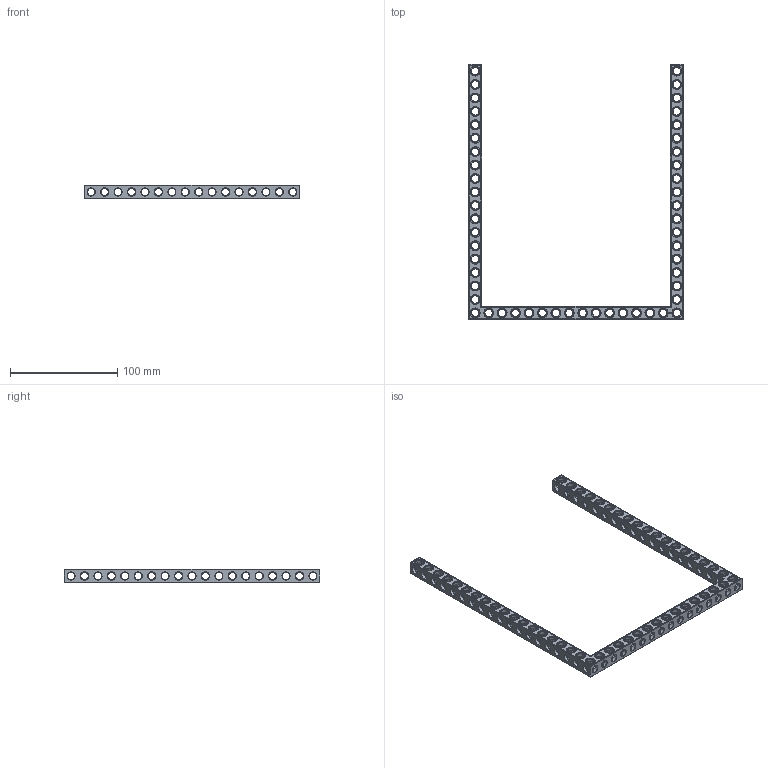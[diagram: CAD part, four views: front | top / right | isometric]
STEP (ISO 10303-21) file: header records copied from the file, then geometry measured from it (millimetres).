
FILE_DESCRIPTION(('FreeCAD Model'),'2;1');
FILE_NAME('Open CASCADE Shape Model','2022-03-06T17:08:46',('Author'),( ''),'Open CASCADE STEP processor 7.5','FreeCAD','Unknown');
FILE_SCHEMA(('AUTOMOTIVE_DESIGN { 1 0 10303 214 1 1 1 1 }'));
Products named in the file (1): Beam AGD ESS USH SYM BU16x19x01 - SPN-BEM-0573 (stemfie.org)
Bounding box: 200 x 237.5 x 12.5 mm (x, y, z)
Volume: 50813.6 mm3; surface area: 45292.9 mm2
Topology: 1 solids, 1 shells, 1110 faces, 3455 edges, 2223 vertices
Faces by surface type: plane 429, cylinder 313, cone 210, extrusion 158
Full cylindrical faces by diameter (mm): 6.98 x40, 7 x221, 9.2 x52
Entity records: 274368 total; most frequent: CARTESIAN_POINT 210348, DIRECTION 10363, ORIENTED_EDGE 6910, PCURVE 6910, DEFINITIONAL_REPRESENTATION 6910, VECTOR 6093, LINE 5935, EDGE_CURVE 3455
